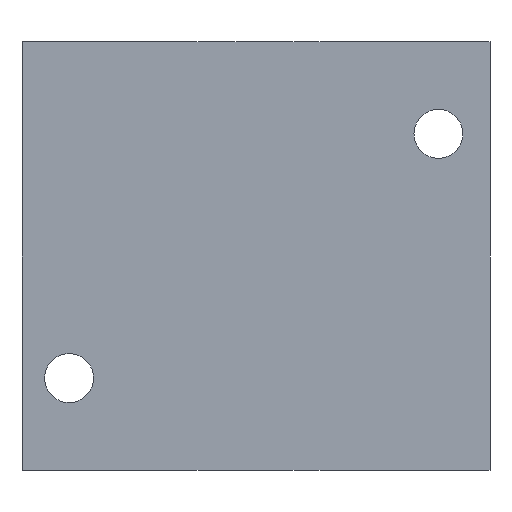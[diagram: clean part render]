
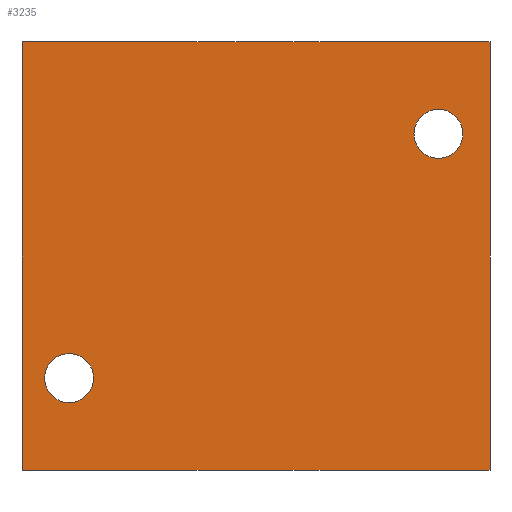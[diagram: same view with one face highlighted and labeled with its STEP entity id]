
A CAD part, front view. The second image highlights one B-rep face of the part: STEP entity #3235.
In plain terms, the highlighted planar face has unit normal (0, -1, 0).
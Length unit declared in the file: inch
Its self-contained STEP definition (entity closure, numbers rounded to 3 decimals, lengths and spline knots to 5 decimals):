
#100 = CARTESIAN_POINT ( 'NONE',  ( 1.33858, -1.37795, 1.06333 ) ) ;
#105 = EDGE_CURVE ( 'NONE', #2727, #7401, #4332, .T. ) ;
#189 = EDGE_LOOP ( 'NONE', ( #9339, #9282 ) ) ;
#289 = FACE_OUTER_BOUND ( 'NONE', #5530, .T. ) ;
#314 = EDGE_CURVE ( 'NONE', #6545, #6174, #7072, .T. ) ;
#349 = FACE_BOUND ( 'NONE', #189, .T. ) ;
#461 = CARTESIAN_POINT ( 'NONE',  ( -1.33858, -1.37795, -1.06333 ) ) ;
#493 = CARTESIAN_POINT ( 'NONE',  ( 1.7126, -1.37795, 1.555 ) ) ;
#970 = ORIENTED_EDGE ( 'NONE', *, *, #314, .F. ) ;
#1159 = CARTESIAN_POINT ( 'NONE',  ( 1.33858, -1.37795, 0.70833 ) ) ;
#1231 = LINE ( 'NONE', #6212, #4556 ) ;
#1405 = CIRCLE ( 'NONE', #9391, 0.1775 ) ;
#2113 = CARTESIAN_POINT ( 'NONE',  ( -1.33858, -1.37795, -0.70833 ) ) ;
#2135 = CARTESIAN_POINT ( 'NONE',  ( 0., -1.37795, 1.555 ) ) ;
#2272 = CARTESIAN_POINT ( 'NONE',  ( -1.6805, -1.37795, 1.555 ) ) ;
#2433 = DIRECTION ( 'NONE',  ( 0., 0., -1. ) ) ;
#2462 = DIRECTION ( 'NONE',  ( 0., 0., 1. ) ) ;
#2500 = CARTESIAN_POINT ( 'NONE',  ( 1.33858, -1.37795, 0.88583 ) ) ;
#2613 = CIRCLE ( 'NONE', #3692, 0.1775 ) ;
#2727 = VERTEX_POINT ( 'NONE', #2113 ) ;
#2787 = CARTESIAN_POINT ( 'NONE',  ( -1.6805, -1.37795, -1.555 ) ) ;
#3083 = CARTESIAN_POINT ( 'NONE',  ( -1.33858, -1.37795, -0.88583 ) ) ;
#3146 = DIRECTION ( 'NONE',  ( 0., 0., 1. ) ) ;
#3235 = ADVANCED_FACE ( 'NONE', ( #349, #8859, #289 ), #9748, .F. ) ;
#3692 = AXIS2_PLACEMENT_3D ( 'NONE', #2500, #5063, #10735 ) ;
#3987 = EDGE_CURVE ( 'NONE', #10179, #9224, #4573, .T. ) ;
#4332 = CIRCLE ( 'NONE', #8056, 0.1775 ) ;
#4556 = VECTOR ( 'NONE', #5507, 39.37008 ) ;
#4573 = LINE ( 'NONE', #6335, #10890 ) ;
#4727 = ORIENTED_EDGE ( 'NONE', *, *, #6136, .F. ) ;
#4737 = DIRECTION ( 'NONE',  ( 0., 0., 1. ) ) ;
#5063 = DIRECTION ( 'NONE',  ( 0., 1., 0. ) ) ;
#5138 = AXIS2_PLACEMENT_3D ( 'NONE', #3083, #7375, #3146 ) ;
#5227 = VERTEX_POINT ( 'NONE', #1159 ) ;
#5507 = DIRECTION ( 'NONE',  ( -1., 0., 0. ) ) ;
#5530 = EDGE_LOOP ( 'NONE', ( #970, #4727, #7975, #8250 ) ) ;
#5793 = CARTESIAN_POINT ( 'NONE',  ( -1.33858, -1.37795, -0.88583 ) ) ;
#5897 = AXIS2_PLACEMENT_3D ( 'NONE', #2135, #7297, #4737 ) ;
#5908 = ORIENTED_EDGE ( 'NONE', *, *, #9494, .T. ) ;
#6136 = EDGE_CURVE ( 'NONE', #10179, #6545, #1231, .T. ) ;
#6174 = VERTEX_POINT ( 'NONE', #2272 ) ;
#6212 = CARTESIAN_POINT ( 'NONE',  ( 0., -1.37795, -1.555 ) ) ;
#6335 = CARTESIAN_POINT ( 'NONE',  ( 1.7126, -1.37795, -1.87163 ) ) ;
#6443 = VECTOR ( 'NONE', #6959, 39.37008 ) ;
#6473 = CARTESIAN_POINT ( 'NONE',  ( 0., -1.37795, 1.555 ) ) ;
#6534 = CIRCLE ( 'NONE', #5138, 0.1775 ) ;
#6545 = VERTEX_POINT ( 'NONE', #9208 ) ;
#6959 = DIRECTION ( 'NONE',  ( 0., 0., 1. ) ) ;
#7072 = LINE ( 'NONE', #2787, #6443 ) ;
#7297 = DIRECTION ( 'NONE',  ( 0., 1., 0. ) ) ;
#7375 = DIRECTION ( 'NONE',  ( 0., 1., 0. ) ) ;
#7393 = DIRECTION ( 'NONE',  ( -1., 0., 0. ) ) ;
#7401 = VERTEX_POINT ( 'NONE', #461 ) ;
#7581 = ORIENTED_EDGE ( 'NONE', *, *, #105, .T. ) ;
#7713 = EDGE_CURVE ( 'NONE', #5227, #9036, #2613, .T. ) ;
#7939 = EDGE_CURVE ( 'NONE', #9036, #5227, #1405, .T. ) ;
#7975 = ORIENTED_EDGE ( 'NONE', *, *, #3987, .T. ) ;
#8056 = AXIS2_PLACEMENT_3D ( 'NONE', #5793, #9197, #2462 ) ;
#8250 = ORIENTED_EDGE ( 'NONE', *, *, #9240, .T. ) ;
#8859 = FACE_BOUND ( 'NONE', #10298, .T. ) ;
#9036 = VERTEX_POINT ( 'NONE', #100 ) ;
#9103 = LINE ( 'NONE', #6473, #9746 ) ;
#9162 = CARTESIAN_POINT ( 'NONE',  ( 1.33858, -1.37795, 0.88583 ) ) ;
#9197 = DIRECTION ( 'NONE',  ( 0., 1., 0. ) ) ;
#9208 = CARTESIAN_POINT ( 'NONE',  ( -1.6805, -1.37795, -1.555 ) ) ;
#9224 = VERTEX_POINT ( 'NONE', #493 ) ;
#9240 = EDGE_CURVE ( 'NONE', #9224, #6174, #9103, .T. ) ;
#9282 = ORIENTED_EDGE ( 'NONE', *, *, #7713, .T. ) ;
#9339 = ORIENTED_EDGE ( 'NONE', *, *, #7939, .T. ) ;
#9391 = AXIS2_PLACEMENT_3D ( 'NONE', #9162, #10886, #2433 ) ;
#9494 = EDGE_CURVE ( 'NONE', #7401, #2727, #6534, .T. ) ;
#9746 = VECTOR ( 'NONE', #7393, 39.37008 ) ;
#9748 = PLANE ( 'NONE',  #5897 ) ;
#9749 = DIRECTION ( 'NONE',  ( 0., 0., 1. ) ) ;
#10179 = VERTEX_POINT ( 'NONE', #10662 ) ;
#10298 = EDGE_LOOP ( 'NONE', ( #7581, #5908 ) ) ;
#10662 = CARTESIAN_POINT ( 'NONE',  ( 1.7126, -1.37795, -1.555 ) ) ;
#10735 = DIRECTION ( 'NONE',  ( 0., 0., -1. ) ) ;
#10886 = DIRECTION ( 'NONE',  ( 0., 1., 0. ) ) ;
#10890 = VECTOR ( 'NONE', #9749, 39.37008 ) ;
